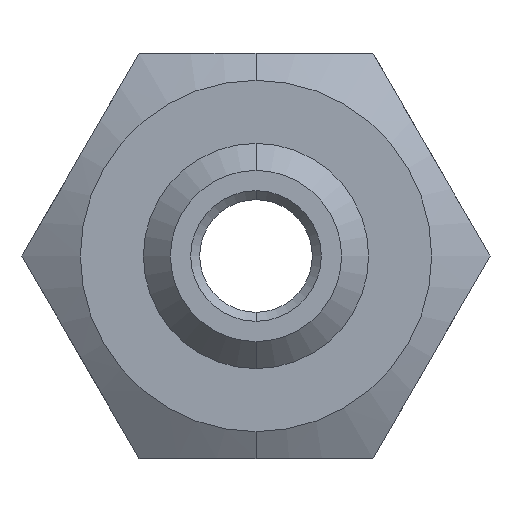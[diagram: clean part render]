
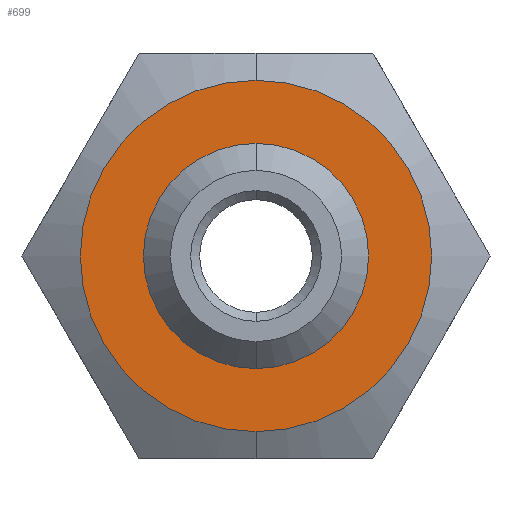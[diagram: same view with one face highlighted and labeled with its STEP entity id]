
A CAD part, front view. The second image highlights one B-rep face of the part: STEP entity #699.
In plain terms, the highlighted planar face has unit normal (0, -1, 0).
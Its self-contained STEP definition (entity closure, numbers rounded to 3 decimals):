
#70 = DIRECTION ( 'NONE',  ( 0., 0., -1. ) ) ;
#71 = DIRECTION ( 'NONE',  ( 0., -1., 0. ) ) ;
#72 = CARTESIAN_POINT ( 'NONE',  ( 3.9, 5., 0. ) ) ;
#79 = AXIS2_PLACEMENT_3D ( 'NONE', #72, #71, #70 ) ;
#82 = PLANE ( 'NONE',  #79 ) ;
#85 = AXIS2_PLACEMENT_3D ( 'NONE', #105, #106, #131 ) ;
#94 = FACE_OUTER_BOUND ( 'NONE', #692, .T. ) ;
#99 = FACE_BOUND ( 'NONE', #720, .T. ) ;
#100 = CARTESIAN_POINT ( 'NONE',  ( 0., 5., 0. ) ) ;
#102 = AXIS2_PLACEMENT_3D ( 'NONE', #100, #107, #104 ) ;
#103 = CIRCLE ( 'NONE', #102, 3.9 ) ;
#104 = DIRECTION ( 'NONE',  ( 0., 0., -1. ) ) ;
#105 = CARTESIAN_POINT ( 'NONE',  ( 0., 5., 0. ) ) ;
#106 = DIRECTION ( 'NONE',  ( 0., -1., 0. ) ) ;
#107 = DIRECTION ( 'NONE',  ( 0., -1., 0. ) ) ;
#131 = DIRECTION ( 'NONE',  ( 0., 0., -1. ) ) ;
#135 = DIRECTION ( 'NONE',  ( 0., 0., -1. ) ) ;
#136 = DIRECTION ( 'NONE',  ( 0., -1., 0. ) ) ;
#137 = CARTESIAN_POINT ( 'NONE',  ( 0., 5., 0. ) ) ;
#138 = AXIS2_PLACEMENT_3D ( 'NONE', #137, #136, #135 ) ;
#139 = CIRCLE ( 'NONE', #138, 2.5 ) ;
#160 = CIRCLE ( 'NONE', #85, 3.9 ) ;
#163 = CARTESIAN_POINT ( 'NONE',  ( 0., 5., 2.5 ) ) ;
#172 = CARTESIAN_POINT ( 'NONE',  ( 0., 5., -2.5 ) ) ;
#260 = CARTESIAN_POINT ( 'NONE',  ( 0., 5., 3.9 ) ) ;
#261 = CARTESIAN_POINT ( 'NONE',  ( 0., 5., -3.9 ) ) ;
#456 = CIRCLE ( 'NONE', #478, 2.5 ) ;
#475 = DIRECTION ( 'NONE',  ( 0., 0., -1. ) ) ;
#476 = DIRECTION ( 'NONE',  ( 0., -1., 0. ) ) ;
#477 = CARTESIAN_POINT ( 'NONE',  ( 0., 5., 0. ) ) ;
#478 = AXIS2_PLACEMENT_3D ( 'NONE', #477, #476, #475 ) ;
#625 = EDGE_CURVE ( 'NONE', #757, #756, #456, .T. ) ;
#692 = EDGE_LOOP ( 'NONE', ( #726, #729 ) ) ;
#699 = ADVANCED_FACE ( 'NONE', ( #94, #99 ), #82, .T. ) ;
#707 = EDGE_CURVE ( 'NONE', #802, #801, #103, .T. ) ;
#719 = EDGE_CURVE ( 'NONE', #756, #757, #139, .T. ) ;
#720 = EDGE_LOOP ( 'NONE', ( #721, #722 ) ) ;
#721 = ORIENTED_EDGE ( 'NONE', *, *, #719, .F. ) ;
#722 = ORIENTED_EDGE ( 'NONE', *, *, #625, .F. ) ;
#726 = ORIENTED_EDGE ( 'NONE', *, *, #707, .T. ) ;
#729 = ORIENTED_EDGE ( 'NONE', *, *, #766, .T. ) ;
#756 = VERTEX_POINT ( 'NONE', #172 ) ;
#757 = VERTEX_POINT ( 'NONE', #163 ) ;
#766 = EDGE_CURVE ( 'NONE', #801, #802, #160, .T. ) ;
#801 = VERTEX_POINT ( 'NONE', #261 ) ;
#802 = VERTEX_POINT ( 'NONE', #260 ) ;
